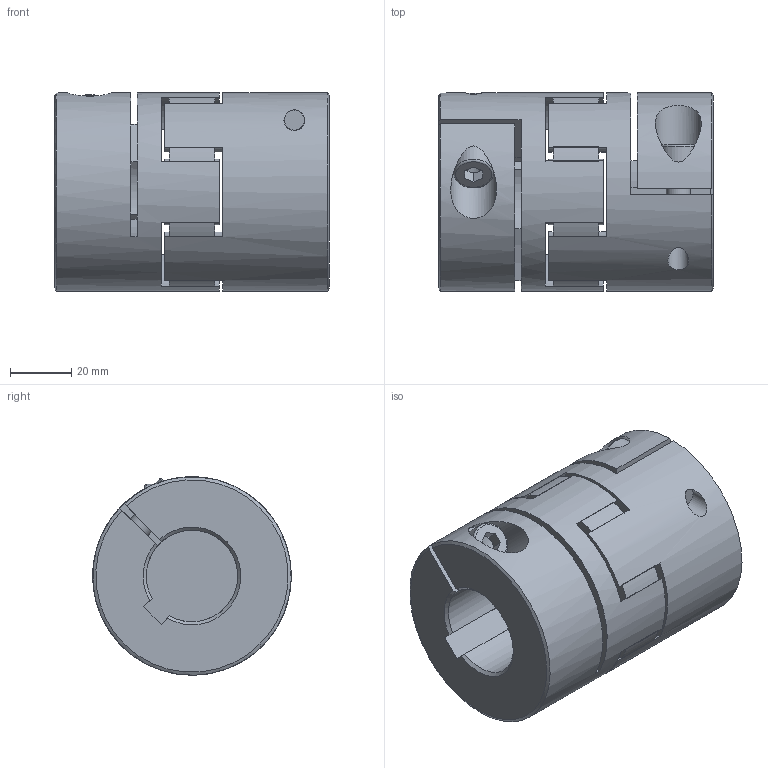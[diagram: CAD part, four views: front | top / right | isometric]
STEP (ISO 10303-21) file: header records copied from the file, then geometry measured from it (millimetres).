
FILE_DESCRIPTION(/* description */ ('STEP AP203'),/* implementation_level */ '2;1');
FILE_NAME(/* name */ 'KBE2-28-N25-N30',/* time_stamp */ '2023-06-20T14:58:22+02:00',/* author */ ('License CC BY-ND 4.0'),/* organization */ ('CADENAS'),/* preprocessor_version */ 'ST-DEVELOPER v19.3',/* originating_system */ 'PARTsolutions',/* authorisation */ ' ');
FILE_SCHEMA (('CONFIG_CONTROL_DESIGN'));
Length unit declared in the file: millimetre
Products named in the file (1): KBE2-28-N25-N30
Bounding box: 90 x 65 x 65 mm (x, y, z)
Volume: 231655.8 mm3; surface area: 49895.6 mm2
Topology: 1 solids, 1 shells, 144 faces, 410 edges, 270 vertices
Faces by surface type: plane 68, cylinder 64, cone 10, torus 2
Full cylindrical faces by diameter (mm): 5 x8, 6.8 x2, 8 x2, 8.2 x2, 13 x2, 15 x2, 65 x2
Entity records: 5693 total; most frequent: CARTESIAN_POINT 898, DIRECTION 846, ORIENTED_EDGE 740, EDGE_CURVE 370, AXIS2_PLACEMENT_3D 347, VERTEX_POINT 258, CIRCLE 202, FACE_BOUND 194
